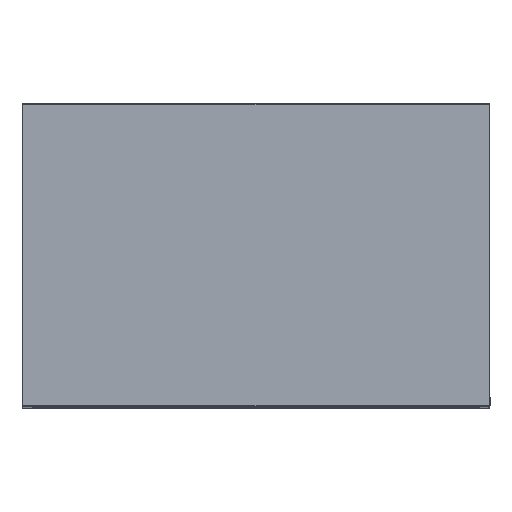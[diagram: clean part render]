
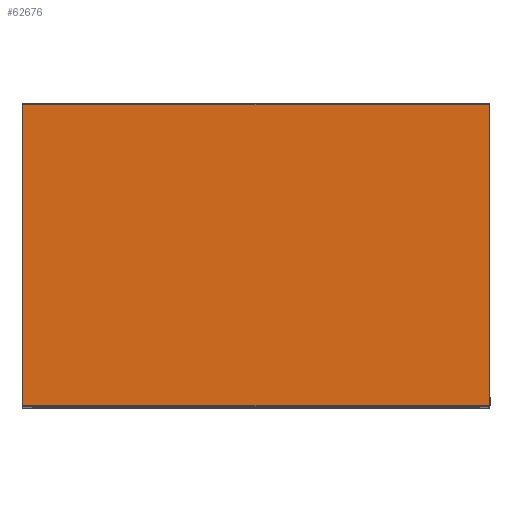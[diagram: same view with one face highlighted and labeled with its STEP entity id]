
A CAD part, top view. The second image highlights one B-rep face of the part: STEP entity #62676.
In plain terms, the highlighted planar face has unit normal (0, 0, 1).
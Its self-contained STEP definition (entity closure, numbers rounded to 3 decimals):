
#62415=CARTESIAN_POINT('',(552.403,3475.748,936.));
#62416=VERTEX_POINT('',#62415);
#62423=CARTESIAN_POINT('',(552.61,3475.541,936.));
#62424=VERTEX_POINT('',#62423);
#62425=CARTESIAN_POINT('',(552.403,3475.748,936.));
#62426=DIRECTION('',(0.707,-0.707,0.0));
#62427=VECTOR('',#62426,0.293);
#62428=LINE('',#62425,#62427);
#62429=EDGE_CURVE('',#62416,#62424,#62428,.T.);
#62446=CARTESIAN_POINT('',(135.817,3475.748,936.));
#62447=VERTEX_POINT('',#62446);
#62454=CARTESIAN_POINT('',(135.817,3475.748,936.));
#62455=DIRECTION('',(1.0,0.0,0.0));
#62456=VECTOR('',#62455,416.586);
#62457=LINE('',#62454,#62456);
#62458=EDGE_CURVE('',#62447,#62416,#62457,.T.);
#62469=CARTESIAN_POINT('',(552.61,3206.956,936.));
#62470=VERTEX_POINT('',#62469);
#62471=CARTESIAN_POINT('',(552.61,3475.541,936.));
#62472=DIRECTION('',(0.0,-1.0,0.0));
#62473=VECTOR('',#62472,268.586);
#62474=LINE('',#62471,#62473);
#62475=EDGE_CURVE('',#62424,#62470,#62474,.T.);
#62501=CARTESIAN_POINT('',(135.61,3475.541,936.));
#62502=VERTEX_POINT('',#62501);
#62509=CARTESIAN_POINT('',(135.61,3475.541,936.));
#62510=DIRECTION('',(0.707,0.707,0.0));
#62511=VECTOR('',#62510,0.293);
#62512=LINE('',#62509,#62511);
#62513=EDGE_CURVE('',#62502,#62447,#62512,.T.);
#62532=CARTESIAN_POINT('',(135.61,3206.956,936.));
#62533=VERTEX_POINT('',#62532);
#62540=CARTESIAN_POINT('',(135.61,3206.956,936.));
#62541=DIRECTION('',(0.0,1.0,0.0));
#62542=VECTOR('',#62541,268.586);
#62543=LINE('',#62540,#62542);
#62544=EDGE_CURVE('',#62533,#62502,#62543,.T.);
#62563=CARTESIAN_POINT('',(135.817,3206.748,936.));
#62564=VERTEX_POINT('',#62563);
#62571=CARTESIAN_POINT('',(135.817,3206.748,936.));
#62572=DIRECTION('',(-0.707,0.707,0.0));
#62573=VECTOR('',#62572,0.293);
#62574=LINE('',#62571,#62573);
#62575=EDGE_CURVE('',#62564,#62533,#62574,.T.);
#62586=CARTESIAN_POINT('',(552.403,3206.748,936.));
#62587=VERTEX_POINT('',#62586);
#62588=CARTESIAN_POINT('',(552.403,3206.748,936.));
#62589=DIRECTION('',(-1.0,0.0,0.0));
#62590=VECTOR('',#62589,416.586);
#62591=LINE('',#62588,#62590);
#62592=EDGE_CURVE('',#62587,#62564,#62591,.T.);
#62615=CARTESIAN_POINT('',(552.61,3206.956,936.));
#62616=DIRECTION('',(-0.707,-0.707,0.0));
#62617=VECTOR('',#62616,0.293);
#62618=LINE('',#62615,#62617);
#62619=EDGE_CURVE('',#62470,#62587,#62618,.T.);
#62661=CARTESIAN_POINT('',(344.11,3341.248,936.));
#62662=DIRECTION('',(0.0,0.0,-1.0));
#62663=DIRECTION('',(1.0,0.0,0.0));
#62664=AXIS2_PLACEMENT_3D('',#62661,#62662,#62663);
#62665=PLANE('',#62664);
#62666=ORIENTED_EDGE('',*,*,#62429,.F.);
#62667=ORIENTED_EDGE('',*,*,#62458,.F.);
#62668=ORIENTED_EDGE('',*,*,#62513,.F.);
#62669=ORIENTED_EDGE('',*,*,#62544,.F.);
#62670=ORIENTED_EDGE('',*,*,#62575,.F.);
#62671=ORIENTED_EDGE('',*,*,#62592,.F.);
#62672=ORIENTED_EDGE('',*,*,#62619,.F.);
#62673=ORIENTED_EDGE('',*,*,#62475,.F.);
#62674=EDGE_LOOP('',(#62666,#62667,#62668,#62669,#62670,#62671,#62672,#62673));
#62675=FACE_OUTER_BOUND('',#62674,.T.);
#62676=ADVANCED_FACE('',(#62675),#62665,.F.);
